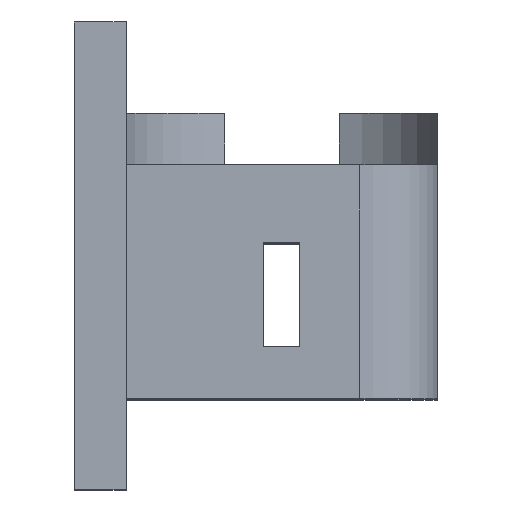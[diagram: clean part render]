
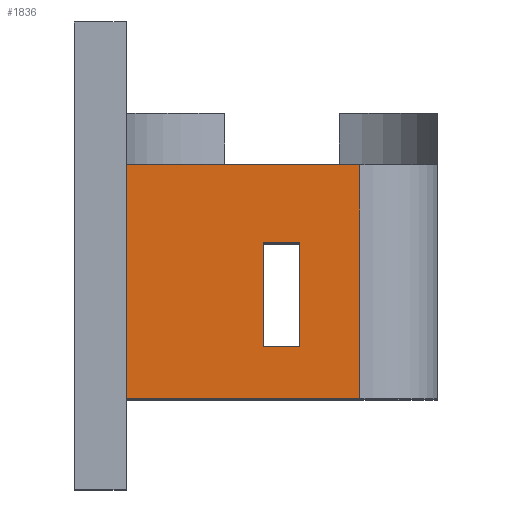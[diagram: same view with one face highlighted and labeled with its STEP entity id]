
A CAD part, top view. The second image highlights one B-rep face of the part: STEP entity #1836.
In plain terms, the highlighted planar face has unit normal (0, 0, 1).
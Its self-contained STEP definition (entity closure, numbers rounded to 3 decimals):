
#7 = CARTESIAN_POINT ( 'NONE',  ( 36.44, 0., 30. ) ) ;
#24 = DIRECTION ( 'NONE',  ( 0., -1., 0. ) ) ;
#61 = VECTOR ( 'NONE', #1383, 1000. ) ;
#84 = EDGE_CURVE ( 'NONE', #334, #1582, #278, .T. ) ;
#98 = CARTESIAN_POINT ( 'NONE',  ( 55., -27.5, 30. ) ) ;
#127 = EDGE_LOOP ( 'NONE', ( #721, #2190, #715, #767 ) ) ;
#136 = VECTOR ( 'NONE', #420, 1000. ) ;
#168 = LINE ( 'NONE', #572, #1567 ) ;
#278 = LINE ( 'NONE', #1578, #61 ) ;
#334 = VERTEX_POINT ( 'NONE', #2194 ) ;
#367 = VERTEX_POINT ( 'NONE', #1832 ) ;
#374 = LINE ( 'NONE', #7, #1851 ) ;
#420 = DIRECTION ( 'NONE',  ( 1., 0., 0. ) ) ;
#425 = EDGE_CURVE ( 'NONE', #681, #1364, #1977, .T. ) ;
#441 = CARTESIAN_POINT ( 'NONE',  ( 10., -27.5, 30. ) ) ;
#556 = ORIENTED_EDGE ( 'NONE', *, *, #84, .F. ) ;
#572 = CARTESIAN_POINT ( 'NONE',  ( 55., 0., 30. ) ) ;
#605 = LINE ( 'NONE', #2253, #136 ) ;
#633 = FACE_BOUND ( 'NONE', #1930, .T. ) ;
#645 = VERTEX_POINT ( 'NONE', #98 ) ;
#681 = VERTEX_POINT ( 'NONE', #441 ) ;
#715 = ORIENTED_EDGE ( 'NONE', *, *, #1067, .F. ) ;
#721 = ORIENTED_EDGE ( 'NONE', *, *, #425, .F. ) ;
#757 = DIRECTION ( 'NONE',  ( 0., 1., 0. ) ) ;
#767 = ORIENTED_EDGE ( 'NONE', *, *, #1729, .F. ) ;
#785 = CARTESIAN_POINT ( 'NONE',  ( 55., 17.5, 30. ) ) ;
#819 = CARTESIAN_POINT ( 'NONE',  ( 55., 0., 30. ) ) ;
#834 = EDGE_CURVE ( 'NONE', #645, #681, #1573, .T. ) ;
#907 = DIRECTION ( 'NONE',  ( 0., -1., 0. ) ) ;
#916 = AXIS2_PLACEMENT_3D ( 'NONE', #819, #2321, #1587 ) ;
#1015 = EDGE_CURVE ( 'NONE', #1582, #1175, #1481, .T. ) ;
#1039 = VERTEX_POINT ( 'NONE', #1460 ) ;
#1067 = EDGE_CURVE ( 'NONE', #1039, #645, #168, .T. ) ;
#1084 = DIRECTION ( 'NONE',  ( -1., 0., 0. ) ) ;
#1130 = CARTESIAN_POINT ( 'NONE',  ( 36.44, 2.5, 30. ) ) ;
#1165 = ORIENTED_EDGE ( 'NONE', *, *, #1015, .F. ) ;
#1175 = VERTEX_POINT ( 'NONE', #1130 ) ;
#1242 = DIRECTION ( 'NONE',  ( -1., 0., 0. ) ) ;
#1275 = CARTESIAN_POINT ( 'NONE',  ( 43.44, 2.5, 30. ) ) ;
#1364 = VERTEX_POINT ( 'NONE', #2345 ) ;
#1372 = CARTESIAN_POINT ( 'NONE',  ( 55., -27.5, 30. ) ) ;
#1383 = DIRECTION ( 'NONE',  ( 0., 1., 0. ) ) ;
#1407 = VECTOR ( 'NONE', #1709, 1000. ) ;
#1460 = CARTESIAN_POINT ( 'NONE',  ( 55., 17.5, 30. ) ) ;
#1481 = LINE ( 'NONE', #2030, #1825 ) ;
#1567 = VECTOR ( 'NONE', #907, 1000. ) ;
#1573 = LINE ( 'NONE', #1372, #2380 ) ;
#1578 = CARTESIAN_POINT ( 'NONE',  ( 43.44, 0., 30. ) ) ;
#1582 = VERTEX_POINT ( 'NONE', #1275 ) ;
#1587 = DIRECTION ( 'NONE',  ( -1., 0., 0. ) ) ;
#1633 = VECTOR ( 'NONE', #757, 1000. ) ;
#1699 = EDGE_CURVE ( 'NONE', #367, #334, #605, .T. ) ;
#1709 = DIRECTION ( 'NONE',  ( 1., 0., 0. ) ) ;
#1729 = EDGE_CURVE ( 'NONE', #1364, #1039, #1799, .T. ) ;
#1799 = LINE ( 'NONE', #785, #1407 ) ;
#1825 = VECTOR ( 'NONE', #1084, 1000. ) ;
#1832 = CARTESIAN_POINT ( 'NONE',  ( 36.44, -17.5, 30. ) ) ;
#1836 = ADVANCED_FACE ( 'NONE', ( #633, #1966 ), #1928, .F. ) ;
#1851 = VECTOR ( 'NONE', #24, 1000. ) ;
#1890 = CARTESIAN_POINT ( 'NONE',  ( 10., 0., 30. ) ) ;
#1928 = PLANE ( 'NONE',  #916 ) ;
#1930 = EDGE_LOOP ( 'NONE', ( #556, #1985, #2226, #1165 ) ) ;
#1966 = FACE_OUTER_BOUND ( 'NONE', #127, .T. ) ;
#1977 = LINE ( 'NONE', #1890, #1633 ) ;
#1985 = ORIENTED_EDGE ( 'NONE', *, *, #1699, .F. ) ;
#2030 = CARTESIAN_POINT ( 'NONE',  ( 55., 2.5, 30. ) ) ;
#2148 = EDGE_CURVE ( 'NONE', #1175, #367, #374, .T. ) ;
#2190 = ORIENTED_EDGE ( 'NONE', *, *, #834, .F. ) ;
#2194 = CARTESIAN_POINT ( 'NONE',  ( 43.44, -17.5, 30. ) ) ;
#2226 = ORIENTED_EDGE ( 'NONE', *, *, #2148, .F. ) ;
#2253 = CARTESIAN_POINT ( 'NONE',  ( 55., -17.5, 30. ) ) ;
#2321 = DIRECTION ( 'NONE',  ( 0., 0., -1. ) ) ;
#2345 = CARTESIAN_POINT ( 'NONE',  ( 10., 17.5, 30. ) ) ;
#2380 = VECTOR ( 'NONE', #1242, 1000. ) ;
